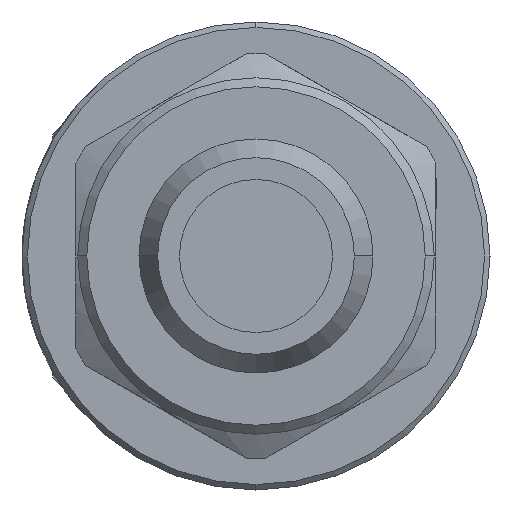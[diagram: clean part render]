
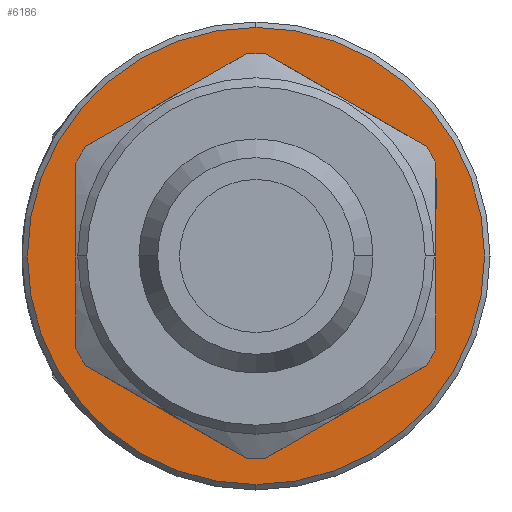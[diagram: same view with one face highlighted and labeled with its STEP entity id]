
A CAD part, left-side view. The second image highlights one B-rep face of the part: STEP entity #6186.
In plain terms, the highlighted planar face has unit normal (-1, 0, 0).
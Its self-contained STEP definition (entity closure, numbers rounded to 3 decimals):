
#174 = EDGE_LOOP ( 'NONE', ( #380, #379 ) ) ;
#203 = EDGE_LOOP ( 'NONE', ( #377, #378 ) ) ;
#377 = ORIENTED_EDGE ( 'NONE', *, *, #5807, .F. ) ;
#378 = ORIENTED_EDGE ( 'NONE', *, *, #6219, .F. ) ;
#379 = ORIENTED_EDGE ( 'NONE', *, *, #1330, .T. ) ;
#380 = ORIENTED_EDGE ( 'NONE', *, *, #6220, .T. ) ;
#815 = CARTESIAN_POINT ( 'NONE',  ( -34.8, 0., 0. ) ) ;
#816 = DIRECTION ( 'NONE',  ( -1., 0., 0. ) ) ;
#817 = DIRECTION ( 'NONE',  ( 0., -1., 0. ) ) ;
#818 = CARTESIAN_POINT ( 'NONE',  ( -34.8, 0., 0. ) ) ;
#819 = DIRECTION ( 'NONE',  ( -1., 0., 0. ) ) ;
#820 = DIRECTION ( 'NONE',  ( 0., 0., 1. ) ) ;
#1092 = CARTESIAN_POINT ( 'NONE',  ( -34.8, 0., 12.7 ) ) ;
#1093 = CARTESIAN_POINT ( 'NONE',  ( -34.8, 0., -12.7 ) ) ;
#1330 = EDGE_CURVE ( 'NONE', #6364, #6365, #5581, .T. ) ;
#1626 = AXIS2_PLACEMENT_3D ( 'NONE', #3454, #3455, #3456 ) ;
#1655 = CIRCLE ( 'NONE', #1662, 12.7 ) ;
#1658 = CIRCLE ( 'NONE', #1660, 9.9 ) ;
#1660 = AXIS2_PLACEMENT_3D ( 'NONE', #815, #816, #817 ) ;
#1662 = AXIS2_PLACEMENT_3D ( 'NONE', #818, #819, #820 ) ;
#1693 = VERTEX_POINT ( 'NONE', #4677 ) ;
#3453 = PLANE ( 'NONE',  #1626 ) ;
#3454 = CARTESIAN_POINT ( 'NONE',  ( -34.8, 12.7, 0. ) ) ;
#3455 = DIRECTION ( 'NONE',  ( 1., 0., 0. ) ) ;
#3456 = DIRECTION ( 'NONE',  ( 0., 0., -1. ) ) ;
#3523 = CARTESIAN_POINT ( 'NONE',  ( -34.8, 0., 0. ) ) ;
#3524 = DIRECTION ( 'NONE',  ( -1., 0., 0. ) ) ;
#3525 = DIRECTION ( 'NONE',  ( 0., -1., 0. ) ) ;
#4136 = VERTEX_POINT ( 'NONE', #4717 ) ;
#4677 = CARTESIAN_POINT ( 'NONE',  ( -34.8, 9.9, 0. ) ) ;
#4717 = CARTESIAN_POINT ( 'NONE',  ( -34.8, -9.9, 0. ) ) ;
#5294 = FACE_BOUND ( 'NONE', #203, .T. ) ;
#5295 = FACE_OUTER_BOUND ( 'NONE', #174, .T. ) ;
#5563 = AXIS2_PLACEMENT_3D ( 'NONE', #5694, #5672, #5671 ) ;
#5581 = CIRCLE ( 'NONE', #5563, 12.7 ) ;
#5671 = DIRECTION ( 'NONE',  ( 0., 0., 1. ) ) ;
#5672 = DIRECTION ( 'NONE',  ( -1., 0., 0. ) ) ;
#5694 = CARTESIAN_POINT ( 'NONE',  ( -34.8, 0., 0. ) ) ;
#5807 = EDGE_CURVE ( 'NONE', #4136, #1693, #6329, .T. ) ;
#6186 = ADVANCED_FACE ( 'NONE', ( #5294, #5295 ), #3453, .F. ) ;
#6219 = EDGE_CURVE ( 'NONE', #1693, #4136, #1658, .T. ) ;
#6220 = EDGE_CURVE ( 'NONE', #6365, #6364, #1655, .T. ) ;
#6327 = AXIS2_PLACEMENT_3D ( 'NONE', #3523, #3524, #3525 ) ;
#6329 = CIRCLE ( 'NONE', #6327, 9.9 ) ;
#6364 = VERTEX_POINT ( 'NONE', #1092 ) ;
#6365 = VERTEX_POINT ( 'NONE', #1093 ) ;
